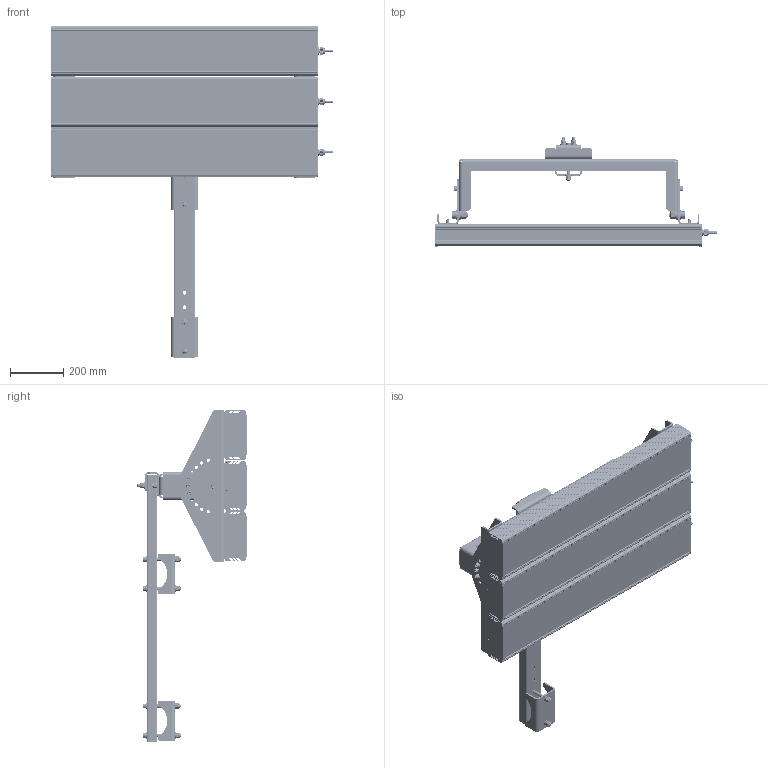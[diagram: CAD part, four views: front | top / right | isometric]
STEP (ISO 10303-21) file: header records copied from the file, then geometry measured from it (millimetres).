
FILE_DESCRIPTION(('STEP AP214'), '1');
FILE_NAME('001.0084.29.000 - ÃÑÓ Ýêñòðà Îïòèê Ì 600 (3õ200)', '2023-12-14T10:21:40', ('Åâãåíèé'), ('ÎÊÁ Ñâîé Ñòèëü'), 'C3D Converter', 'C3D Toolkit', '');
FILE_SCHEMA(('AUTOMOTIVE_DESIGN { 1 0 10303 214 3 1 1}'));
Length unit declared in the file: millimetre
Products named in the file (50): 001.0084.29.000; 001.0056.06.000; 001.0054.02.001х3; 001.0054.02.001х3-01; 001.0056.04.001; 001.0056.01.000; 001.0056.01.001; ТрП 80х40х3.1000.01; 001.0056.00.002
Assembly tree (164 placements, depth 4):
  001.0084.29.000
    (unnamed)  x3
      (unnamed)
      (unnamed)
      (unnamed)
      (unnamed)
      (unnamed)
      (unnamed)
      (unnamed)
      (unnamed)
      (unnamed)
        (unnamed)
      (unnamed)
        (unnamed)
        (unnamed)
        (unnamed)  x13
        (unnamed)
        (unnamed)
        (unnamed)
        (unnamed)
        (unnamed)
        (unnamed)
        (unnamed)
    001.0056.06.000
      001.0054.02.001х3
      001.0054.02.001х3-01
      (unnamed)  x3
      (unnamed)  x3
      (unnamed)  x3
      (unnamed)  x3
      (unnamed)  x3
      (unnamed)  x3
      001.0056.04.001
      001.0056.01.000
        001.0056.01.001
        ТрП 80х40х3.1000.01
      001.0056.00.002  x2
      (unnamed)  x4
      (unnamed)  x2
      (unnamed)  x2
      (unnamed)  x2
      (unnamed)  x12
      (unnamed)  x6
      (unnamed)  x6
      (unnamed)  x6
      (unnamed)  x16
      (unnamed)  x2
      (unnamed)  x2
      (unnamed)  x4
      (unnamed)  x8
Bounding box: 1056.43 x 410.16 x 1244.5 mm (x, y, z)
Volume: 13756444.2 mm3; surface area: 8874746.7 mm2
Topology: 2137 solids, 2137 shells, 28760 faces, 65029 edges, 43387 vertices
Faces by surface type: plane 20482, cylinder 6644, bspline 975, cone 536, torus 63, sphere 60
Full cylindrical faces by diameter (mm): 1 x60, 2 x120, 2.5 x240, 2.8 x1500, 3.2 x60, 3.5 x360, 4 x36, 4.917 x6, 6 x6, 6.4 x6, 6.75 x6, 8 x42, 8.376 x6, 9 x780, 10 x20, 10.106 x8, 11 x18, 12 x39, 12.5 x3, 13 x8, 13.5 x16, 14 x40, 15.294 x2, 16 x9, 18 x18, 18.5 x9, 20 x19, 22 x4, 23.5 x3, 24 x16
Entity records: 133641 total; most frequent: CARTESIAN_POINT 56792, DIRECTION 12274, ORIENTED_EDGE 11272, EDGE_CURVE 5636, AXIS2_PLACEMENT_3D 4493, VERTEX_POINT 3884, LINE 3288, VECTOR 3288
